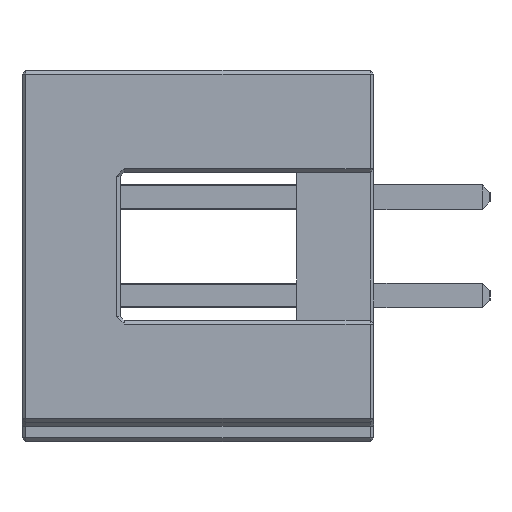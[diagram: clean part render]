
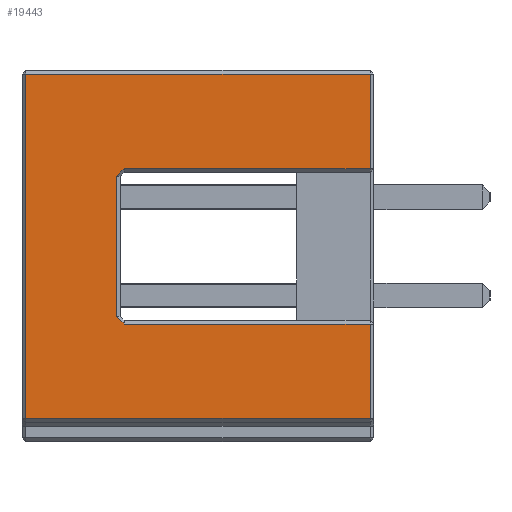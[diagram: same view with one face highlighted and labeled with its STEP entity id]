
A CAD part, left-side view. The second image highlights one B-rep face of the part: STEP entity #19443.
In plain terms, the highlighted planar face has unit normal (-1, 0, 0).
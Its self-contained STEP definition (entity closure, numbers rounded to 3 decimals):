
#218 = VECTOR ( 'NONE', #1867, 1000. ) ;
#1251 = CARTESIAN_POINT ( 'NONE',  ( -19.04, 2., -4.45 ) ) ;
#1313 = EDGE_CURVE ( 'NONE', #19717, #19287, #9182, .T. ) ;
#1867 = DIRECTION ( 'NONE',  ( 0., 1., 0. ) ) ;
#1993 = AXIS2_PLACEMENT_3D ( 'NONE', #6414, #10936, #8832 ) ;
#2302 = VERTEX_POINT ( 'NONE', #19902 ) ;
#2583 = CARTESIAN_POINT ( 'NONE',  ( -19.04, 0.1, -2.01 ) ) ;
#2766 = EDGE_CURVE ( 'NONE', #25664, #19287, #6586, .T. ) ;
#3549 = CARTESIAN_POINT ( 'NONE',  ( -19.04, 0.1, -4.45 ) ) ;
#3872 = VERTEX_POINT ( 'NONE', #14532 ) ;
#4570 = EDGE_CURVE ( 'NONE', #8718, #22624, #13942, .T. ) ;
#5146 = DIRECTION ( 'NONE',  ( 0., 0., -1. ) ) ;
#5532 = ORIENTED_EDGE ( 'NONE', *, *, #4570, .T. ) ;
#6149 = LINE ( 'NONE', #6300, #218 ) ;
#6241 = VERTEX_POINT ( 'NONE', #2583 ) ;
#6300 = CARTESIAN_POINT ( 'NONE',  ( -19.04, 2., 4.45 ) ) ;
#6414 = CARTESIAN_POINT ( 'NONE',  ( -19.04, 2., 0. ) ) ;
#6586 = LINE ( 'NONE', #9154, #26341 ) ;
#7104 = DIRECTION ( 'NONE',  ( 0., 0., 1. ) ) ;
#7224 = EDGE_CURVE ( 'NONE', #25664, #27791, #7604, .T. ) ;
#7365 = CARTESIAN_POINT ( 'NONE',  ( -19.04, 0.1, 0. ) ) ;
#7593 = VECTOR ( 'NONE', #24980, 1000. ) ;
#7604 = LINE ( 'NONE', #11866, #7593 ) ;
#7822 = LINE ( 'NONE', #20480, #21452 ) ;
#8471 = EDGE_CURVE ( 'NONE', #27155, #8718, #7822, .T. ) ;
#8665 = CARTESIAN_POINT ( 'NONE',  ( -19.04, 6.66, -1.81 ) ) ;
#8718 = VERTEX_POINT ( 'NONE', #16269 ) ;
#8832 = DIRECTION ( 'NONE',  ( 0., 0., -1. ) ) ;
#8885 = CARTESIAN_POINT ( 'NONE',  ( -19.04, 9., 4.45 ) ) ;
#9154 = CARTESIAN_POINT ( 'NONE',  ( -19.04, 6.66, 1.81 ) ) ;
#9182 = LINE ( 'NONE', #22808, #13792 ) ;
#9496 = EDGE_LOOP ( 'NONE', ( #16403, #10454, #25591, #11079, #26458, #22530, #14025, #5532, #19165, #26686 ) ) ;
#10229 = EDGE_CURVE ( 'NONE', #19717, #2302, #13505, .T. ) ;
#10344 = CARTESIAN_POINT ( 'NONE',  ( -19.04, 0.1, 0. ) ) ;
#10454 = ORIENTED_EDGE ( 'NONE', *, *, #1313, .T. ) ;
#10936 = DIRECTION ( 'NONE',  ( 1., 0., 0. ) ) ;
#11079 = ORIENTED_EDGE ( 'NONE', *, *, #7224, .T. ) ;
#11866 = CARTESIAN_POINT ( 'NONE',  ( -19.04, 2., 2.01 ) ) ;
#12571 = CARTESIAN_POINT ( 'NONE',  ( -19.04, 6.66, 1.81 ) ) ;
#13093 = CARTESIAN_POINT ( 'NONE',  ( -19.04, 2., -2.01 ) ) ;
#13226 = LINE ( 'NONE', #13093, #22957 ) ;
#13505 = LINE ( 'NONE', #22273, #22704 ) ;
#13792 = VECTOR ( 'NONE', #17958, 1000. ) ;
#13942 = LINE ( 'NONE', #1251, #15436 ) ;
#14025 = ORIENTED_EDGE ( 'NONE', *, *, #8471, .T. ) ;
#14532 = CARTESIAN_POINT ( 'NONE',  ( -19.04, 0.1, 4.45 ) ) ;
#14703 = EDGE_CURVE ( 'NONE', #22624, #6241, #16404, .T. ) ;
#15436 = VECTOR ( 'NONE', #18563, 1000. ) ;
#16269 = CARTESIAN_POINT ( 'NONE',  ( -19.04, 9., -4.45 ) ) ;
#16293 = LINE ( 'NONE', #10344, #21606 ) ;
#16403 = ORIENTED_EDGE ( 'NONE', *, *, #10229, .F. ) ;
#16404 = LINE ( 'NONE', #7365, #18742 ) ;
#17314 = PLANE ( 'NONE',  #1993 ) ;
#17536 = DIRECTION ( 'NONE',  ( 0., 1., 0. ) ) ;
#17958 = DIRECTION ( 'NONE',  ( 0., 0., 1. ) ) ;
#18563 = DIRECTION ( 'NONE',  ( 0., -1., 0. ) ) ;
#18742 = VECTOR ( 'NONE', #7104, 1000. ) ;
#19165 = ORIENTED_EDGE ( 'NONE', *, *, #14703, .T. ) ;
#19287 = VERTEX_POINT ( 'NONE', #12571 ) ;
#19443 = ADVANCED_FACE ( 'NONE', ( #19488 ), #17314, .F. ) ;
#19488 = FACE_OUTER_BOUND ( 'NONE', #9496, .T. ) ;
#19611 = CARTESIAN_POINT ( 'NONE',  ( -19.04, 0.1, 2.01 ) ) ;
#19717 = VERTEX_POINT ( 'NONE', #8665 ) ;
#19799 = DIRECTION ( 'NONE',  ( 0., 0.707, -0.707 ) ) ;
#19902 = CARTESIAN_POINT ( 'NONE',  ( -19.04, 6.46, -2.01 ) ) ;
#20108 = DIRECTION ( 'NONE',  ( 0., -0.707, -0.707 ) ) ;
#20480 = CARTESIAN_POINT ( 'NONE',  ( -19.04, 9., -4.55 ) ) ;
#20507 = CARTESIAN_POINT ( 'NONE',  ( -19.04, 6.46, 2.01 ) ) ;
#21452 = VECTOR ( 'NONE', #5146, 1000. ) ;
#21606 = VECTOR ( 'NONE', #27072, 1000. ) ;
#22254 = EDGE_CURVE ( 'NONE', #3872, #27155, #6149, .T. ) ;
#22273 = CARTESIAN_POINT ( 'NONE',  ( -19.04, 6.46, -2.01 ) ) ;
#22530 = ORIENTED_EDGE ( 'NONE', *, *, #22254, .T. ) ;
#22624 = VERTEX_POINT ( 'NONE', #3549 ) ;
#22704 = VECTOR ( 'NONE', #20108, 1000. ) ;
#22808 = CARTESIAN_POINT ( 'NONE',  ( -19.04, 6.66, 0. ) ) ;
#22957 = VECTOR ( 'NONE', #17536, 1000. ) ;
#24980 = DIRECTION ( 'NONE',  ( 0., -1., 0. ) ) ;
#25591 = ORIENTED_EDGE ( 'NONE', *, *, #2766, .F. ) ;
#25664 = VERTEX_POINT ( 'NONE', #20507 ) ;
#26341 = VECTOR ( 'NONE', #19799, 1000. ) ;
#26458 = ORIENTED_EDGE ( 'NONE', *, *, #26779, .T. ) ;
#26686 = ORIENTED_EDGE ( 'NONE', *, *, #26895, .T. ) ;
#26779 = EDGE_CURVE ( 'NONE', #27791, #3872, #16293, .T. ) ;
#26895 = EDGE_CURVE ( 'NONE', #6241, #2302, #13226, .T. ) ;
#27072 = DIRECTION ( 'NONE',  ( 0., 0., 1. ) ) ;
#27155 = VERTEX_POINT ( 'NONE', #8885 ) ;
#27791 = VERTEX_POINT ( 'NONE', #19611 ) ;
